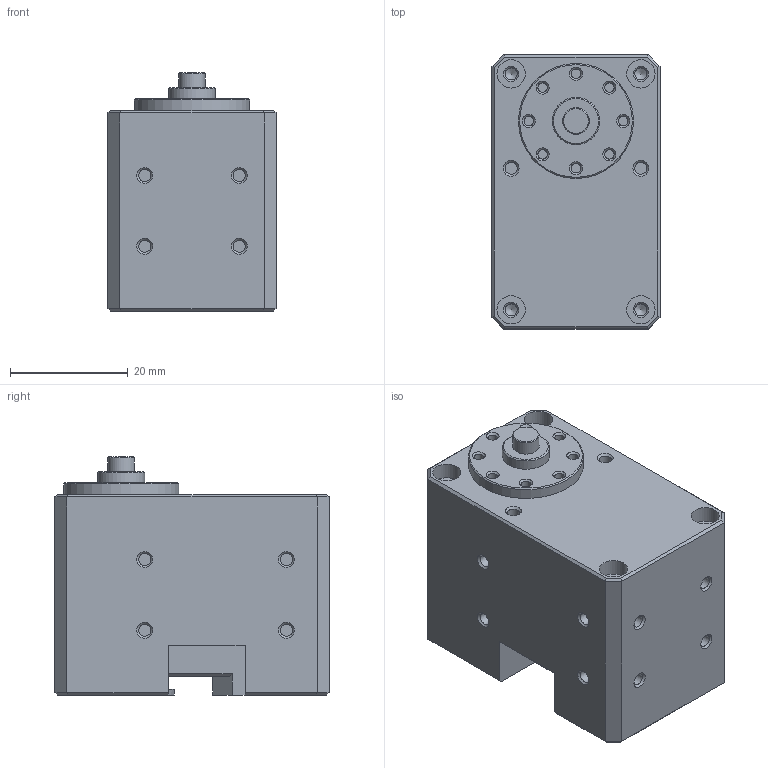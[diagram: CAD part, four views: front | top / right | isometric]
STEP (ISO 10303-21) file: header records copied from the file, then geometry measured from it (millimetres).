
FILE_DESCRIPTION( ( '' ), ' ' );
FILE_NAME( '5d9c72c0422efd15a95bfa2b.step', '2019-10-08T11:28:01', ( '' ), ( '' ), ' ', ' ', ' ' );
FILE_SCHEMA( ( 'AUTOMOTIVE_DESIGN { 1 0 10303 214 1 1 1 1 }' ) );
Length unit declared in the file: metre
Products named in the file (1): DUMMY_DC12_STD
Bounding box: 28.5 x 46.5 x 40.4 mm (x, y, z)
Volume: 42865.8 mm3; surface area: 9387.1 mm2
Topology: 1 solids, 1 shells, 190 faces, 432 edges, 287 vertices
Faces by surface type: plane 95, cylinder 52, cone 43
Full cylindrical faces by diameter (mm): 1.6 x8, 2.05 x24, 2.6 x8, 4.5 x1, 4.8 x8, 8 x1, 19.5 x1
Entity records: 7217 total; most frequent: DIRECTION 795, CARTESIAN_POINT 692, ORIENTED_EDGE 544, STYLED_ITEM 462, PRESENTATION_STYLE_ASSIGNMENT 462, COLOUR_RGB 462, AXIS2_PLACEMENT_3D 332, EDGE_LOOP 327
